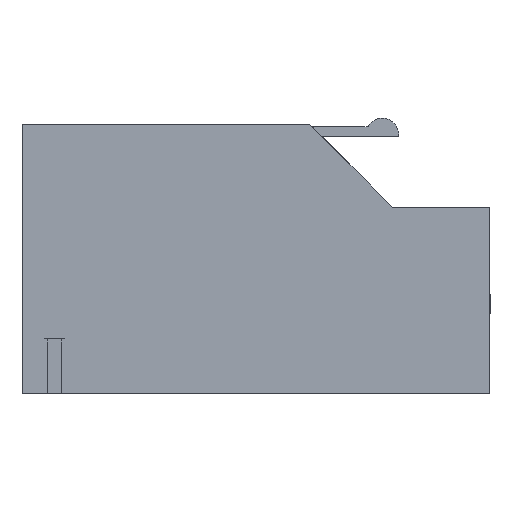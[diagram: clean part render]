
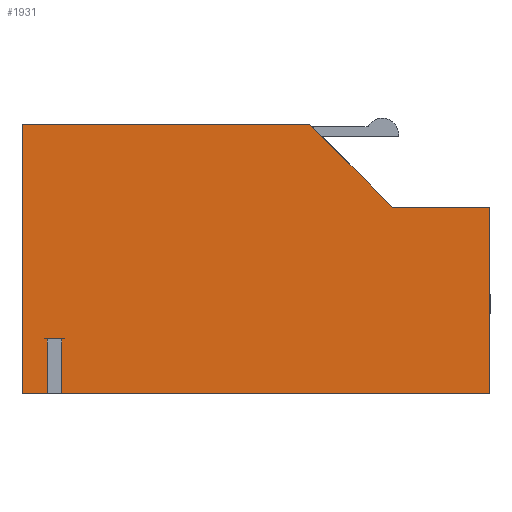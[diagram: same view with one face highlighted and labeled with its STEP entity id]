
A CAD part, left-side view. The second image highlights one B-rep face of the part: STEP entity #1931.
In plain terms, the highlighted planar face has unit normal (-1, 0, 0).
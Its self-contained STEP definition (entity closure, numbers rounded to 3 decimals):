
#479=DIRECTION('',(0.,0.,1.));
#480=VECTOR('',#479,37.407);
#481=CARTESIAN_POINT('',(-187.246,50.012,103.293));
#482=LINE('',#481,#480);
#535=DIRECTION('',(0.,-1.,0.));
#536=VECTOR('',#535,19.56);
#537=CARTESIAN_POINT('',(-187.246,69.571,140.7));
#538=LINE('',#537,#536);
#542=DIRECTION('',(0.,1.,0.));
#543=VECTOR('',#542,85.85);
#544=CARTESIAN_POINT('',(-187.246,50.012,103.293));
#545=LINE('',#544,#543);
#549=DIRECTION('',(0.,0.,1.));
#550=VECTOR('',#549,11.);
#551=CARTESIAN_POINT('',(-187.246,135.862,103.293));
#552=LINE('',#551,#550);
#556=DIRECTION('',(0.,1.,0.));
#557=VECTOR('',#556,2.9);
#558=CARTESIAN_POINT('',(-187.246,135.862,114.293));
#559=LINE('',#558,#557);
#563=DIRECTION('',(0.,0.,-1.));
#564=VECTOR('',#563,11.);
#565=CARTESIAN_POINT('',(-187.246,138.762,114.293));
#566=LINE('',#565,#564);
#570=DIRECTION('',(0.,1.,0.));
#571=VECTOR('',#570,5.05);
#572=CARTESIAN_POINT('',(-187.246,138.762,103.293));
#573=LINE('',#572,#571);
#577=DIRECTION('',(0.,0.,1.));
#578=VECTOR('',#577,54.007);
#579=CARTESIAN_POINT('',(-187.246,143.812,103.293));
#580=LINE('',#579,#578);
#584=DIRECTION('',(0.,-1.,0.));
#585=VECTOR('',#584,57.64);
#586=CARTESIAN_POINT('',(-187.246,143.812,157.3));
#587=LINE('',#586,#585);
#591=DIRECTION('',(0.,-0.707,-0.707));
#592=VECTOR('',#591,23.476);
#593=CARTESIAN_POINT('',(-187.246,86.171,157.3));
#594=LINE('',#593,#592);
#1411=CARTESIAN_POINT('',(-187.246,135.862,103.293));
#1412=VERTEX_POINT('',#1411);
#1413=CARTESIAN_POINT('',(-187.246,50.012,103.293));
#1414=VERTEX_POINT('',#1413);
#1471=CARTESIAN_POINT('',(-187.246,50.012,140.7));
#1472=VERTEX_POINT('',#1471);
#1481=CARTESIAN_POINT('',(-187.246,69.571,140.7));
#1482=VERTEX_POINT('',#1481);
#1483=CARTESIAN_POINT('',(-187.246,135.862,114.293));
#1484=VERTEX_POINT('',#1483);
#1485=CARTESIAN_POINT('',(-187.246,138.762,114.293));
#1486=VERTEX_POINT('',#1485);
#1487=CARTESIAN_POINT('',(-187.246,138.762,103.293));
#1488=VERTEX_POINT('',#1487);
#1489=CARTESIAN_POINT('',(-187.246,143.812,103.293));
#1490=VERTEX_POINT('',#1489);
#1491=CARTESIAN_POINT('',(-187.246,143.812,157.3));
#1492=VERTEX_POINT('',#1491);
#1493=CARTESIAN_POINT('',(-187.246,86.171,157.3));
#1494=VERTEX_POINT('',#1493);
#1906=CARTESIAN_POINT('',(-187.246,143.812,101.693));
#1907=DIRECTION('',(-1.,0.,0.));
#1908=DIRECTION('',(0.,0.,1.));
#1909=AXIS2_PLACEMENT_3D('',#1906,#1907,#1908);
#1910=PLANE('',#1909);
#1912=ORIENTED_EDGE('',*,*,#1911,.T.);
#1913=ORIENTED_EDGE('',*,*,#1884,.F.);
#1914=ORIENTED_EDGE('',*,*,#1722,.T.);
#1916=ORIENTED_EDGE('',*,*,#1915,.T.);
#1918=ORIENTED_EDGE('',*,*,#1917,.T.);
#1920=ORIENTED_EDGE('',*,*,#1919,.T.);
#1922=ORIENTED_EDGE('',*,*,#1921,.T.);
#1924=ORIENTED_EDGE('',*,*,#1923,.T.);
#1926=ORIENTED_EDGE('',*,*,#1925,.T.);
#1928=ORIENTED_EDGE('',*,*,#1927,.T.);
#1929=EDGE_LOOP('',(#1912,#1913,#1914,#1916,#1918,#1920,#1922,#1924,#1926,
#1928));
#1930=FACE_OUTER_BOUND('',#1929,.F.);
#1722=EDGE_CURVE('',#1414,#1412,#545,.T.);
#1884=EDGE_CURVE('',#1414,#1472,#482,.T.);
#1911=EDGE_CURVE('',#1482,#1472,#538,.T.);
#1915=EDGE_CURVE('',#1412,#1484,#552,.T.);
#1917=EDGE_CURVE('',#1484,#1486,#559,.T.);
#1919=EDGE_CURVE('',#1486,#1488,#566,.T.);
#1921=EDGE_CURVE('',#1488,#1490,#573,.T.);
#1923=EDGE_CURVE('',#1490,#1492,#580,.T.);
#1925=EDGE_CURVE('',#1492,#1494,#587,.T.);
#1927=EDGE_CURVE('',#1494,#1482,#594,.T.);
#1931=ADVANCED_FACE('',(#1930),#1910,.T.);
